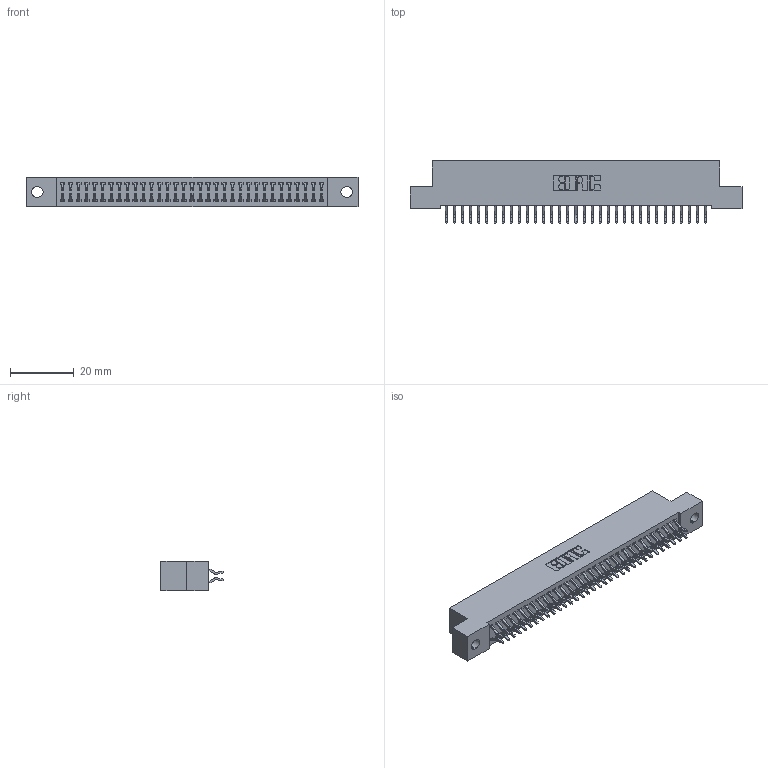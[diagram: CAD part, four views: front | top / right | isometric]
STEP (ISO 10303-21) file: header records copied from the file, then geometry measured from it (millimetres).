
FILE_DESCRIPTION (( 'STEP AP203' ), '1' );
FILE_NAME ('392-066-556-202.STEP', '2019-10-09T11:21:06', ( '' ), ( '' ), 'SwSTEP 2.0', 'SolidWorks 2016', '' );
FILE_SCHEMA (( 'CONFIG_CONTROL_DESIGN' ));
Length unit declared in the file: inch
Products named in the file (3): 342 Part_.128 Slot; 345-292-001_556 Tail; 392-066-556-202
Assembly tree (67 placements, depth 2):
  392-066-556-202
    342 Part_.128 Slot
    345-292-001_556 Tail  x66
Bounding box: 104.14 x 19.58 x 9.4 mm (x, y, z)
Volume: 9260.6 mm3; surface area: 14547.5 mm2
Topology: 67 solids, 67 shells, 3942 faces, 11729 edges, 7730 vertices
Faces by surface type: plane 2710, cylinder 1232
Entity records: 22617 total; most frequent: CARTESIAN_POINT 3774, ORIENTED_EDGE 3698, DIRECTION 3229, EDGE_CURVE 1849, LINE 1713, VECTOR 1713, VERTEX_POINT 1230, AXIS2_PLACEMENT_3D 758
